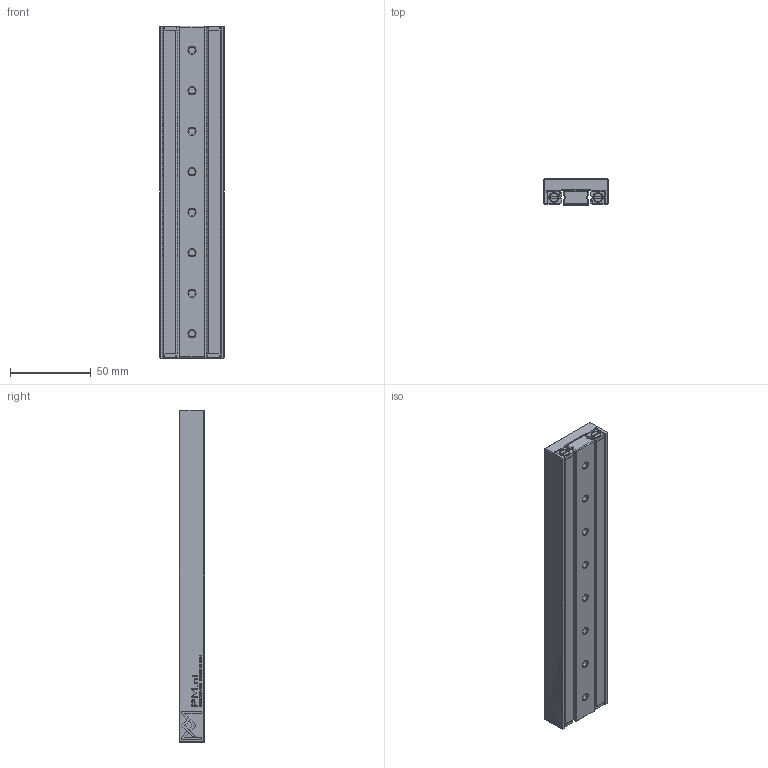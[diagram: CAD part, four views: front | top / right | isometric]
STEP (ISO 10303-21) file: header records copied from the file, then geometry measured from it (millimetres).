
FILE_DESCRIPTION(/* description */ (''),/* implementation_level */ '2;1');
FILE_NAME(/* name */ 'RTS-3205.stp',/* time_stamp */ '2024-10-04T11:48:46+02:00',/* author */ (''),/* organization */ (''),/* preprocessor_version */ 'ST-DEVELOPER v16.7',/* originating_system */ 'SIEMENS PLM Software NX 12.0',/* authorisation */ '');
FILE_SCHEMA (('AUTOMOTIVE_DESIGN { 1 0 10303 214 3 1 1 1 }'));
Length unit declared in the file: millimetre
Products named in the file (1): RTS-3205_stp
Bounding box: 40 x 16 x 205 mm (x, y, z)
Volume: 116105.6 mm3; surface area: 49286 mm2
Topology: 2 solids, 2 shells, 1132 faces, 2908 edges, 1890 vertices
Faces by surface type: plane 718, bspline 180, cylinder 106, cone 96, torus 32
Entity records: 42288 total; most frequent: CARTESIAN_POINT 8526, ORIENTED_EDGE 5816, DIRECTION 4822, EDGE_CURVE 2908, LINE 2124, VECTOR 2124, VERTEX_POINT 1890, AXIS2_PLACEMENT_3D 1349
